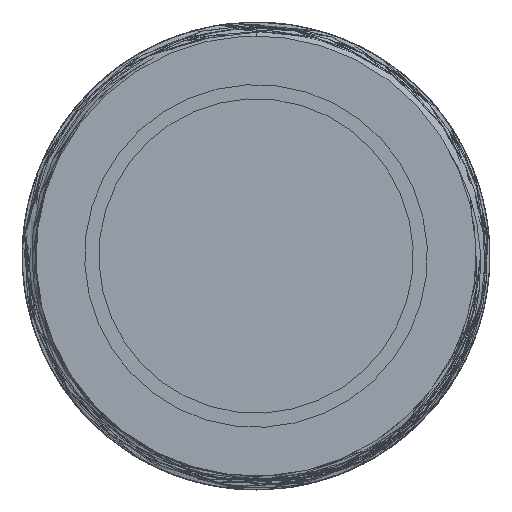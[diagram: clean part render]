
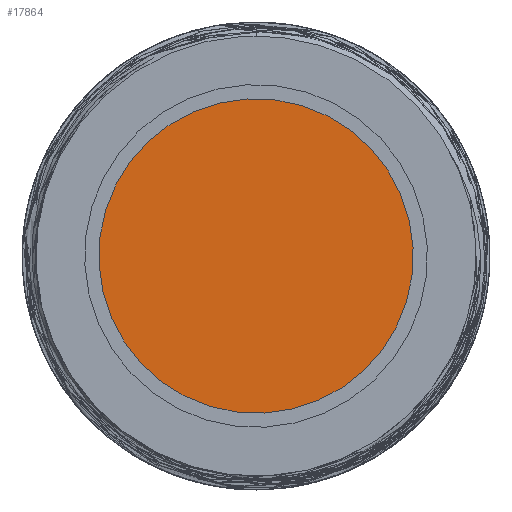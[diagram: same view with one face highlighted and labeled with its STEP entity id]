
A CAD part, front view. The second image highlights one B-rep face of the part: STEP entity #17864.
In plain terms, the highlighted face is planar.
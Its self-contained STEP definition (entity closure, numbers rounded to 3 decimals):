
#40 = DIRECTION ( 'NONE',  ( 0., -1., 0. ) ) ;
#1263 = AXIS2_PLACEMENT_3D ( 'NONE', #2743, #6782, #4120 ) ;
#1414 = DIRECTION ( 'NONE',  ( 0., 0., -1. ) ) ;
#1594 = PLANE ( 'NONE',  #12330 ) ;
#2438 = CIRCLE ( 'NONE', #1263, 10. ) ;
#2743 = CARTESIAN_POINT ( 'NONE',  ( 0., 9.567, 0. ) ) ;
#3066 = EDGE_LOOP ( 'NONE', ( #11043, #5820 ) ) ;
#4120 = DIRECTION ( 'NONE',  ( 0., 0., -1. ) ) ;
#4257 = CARTESIAN_POINT ( 'NONE',  ( 0., 9.567, 0. ) ) ;
#5820 = ORIENTED_EDGE ( 'NONE', *, *, #15839, .F. ) ;
#6193 = CIRCLE ( 'NONE', #10881, 10. ) ;
#6782 = DIRECTION ( 'NONE',  ( 0., -1., 0. ) ) ;
#10085 = EDGE_CURVE ( 'NONE', #10453, #11083, #2438, .T. ) ;
#10347 = DIRECTION ( 'NONE',  ( 0., 0., -1. ) ) ;
#10453 = VERTEX_POINT ( 'NONE', #16107 ) ;
#10881 = AXIS2_PLACEMENT_3D ( 'NONE', #14392, #14304, #10347 ) ;
#11043 = ORIENTED_EDGE ( 'NONE', *, *, #10085, .F. ) ;
#11083 = VERTEX_POINT ( 'NONE', #17810 ) ;
#12330 = AXIS2_PLACEMENT_3D ( 'NONE', #4257, #40, #1414 ) ;
#14304 = DIRECTION ( 'NONE',  ( 0., -1., 0. ) ) ;
#14392 = CARTESIAN_POINT ( 'NONE',  ( 0., 9.567, 0. ) ) ;
#15455 = FACE_OUTER_BOUND ( 'NONE', #3066, .T. ) ;
#15839 = EDGE_CURVE ( 'NONE', #11083, #10453, #6193, .T. ) ;
#16107 = CARTESIAN_POINT ( 'NONE',  ( 0., 9.567, -10. ) ) ;
#17810 = CARTESIAN_POINT ( 'NONE',  ( 0., 9.567, 10. ) ) ;
#17864 = ADVANCED_FACE ( 'NONE', ( #15455 ), #1594, .F. ) ;
